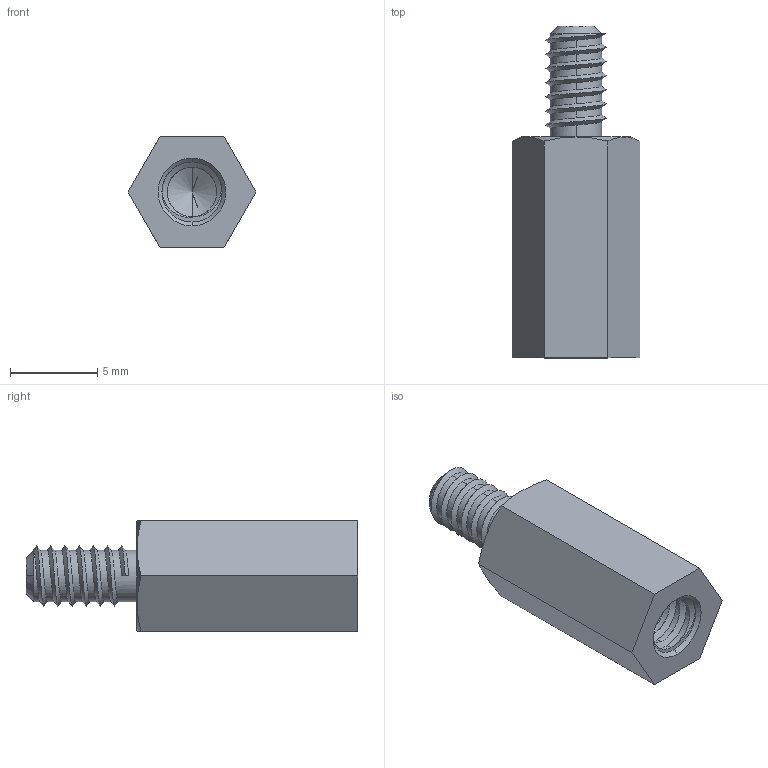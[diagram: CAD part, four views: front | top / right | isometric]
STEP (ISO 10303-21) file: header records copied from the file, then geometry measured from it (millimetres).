
FILE_DESCRIPTION (( 'STEP AP214' ), '1' );
FILE_NAME ('2120.STEP', '2012-10-09T12:56:12', ( 'Richard Maletta' ), ( '' ), 'SwSTEP 2.0', 'SolidWorks 2009', '' );
FILE_SCHEMA (( 'AUTOMOTIVE_DESIGN' ));
Length unit declared in the file: inch
Products named in the file (1): 2120
Bounding box: 7.33 x 19.05 x 6.35 mm (x, y, z)
Volume: 395 mm3; surface area: 568 mm2
Topology: 1 solids, 1 shells, 66 faces, 181 edges, 118 vertices
Faces by surface type: cylinder 39, plane 15, cone 8, bspline 4
Entity records: 3752 total; most frequent: CARTESIAN_POINT 2288, ORIENTED_EDGE 358, DIRECTION 240, EDGE_CURVE 179, VERTEX_POINT 118, AXIS2_PLACEMENT_3D 86, EDGE_LOOP 69, VECTOR 68
